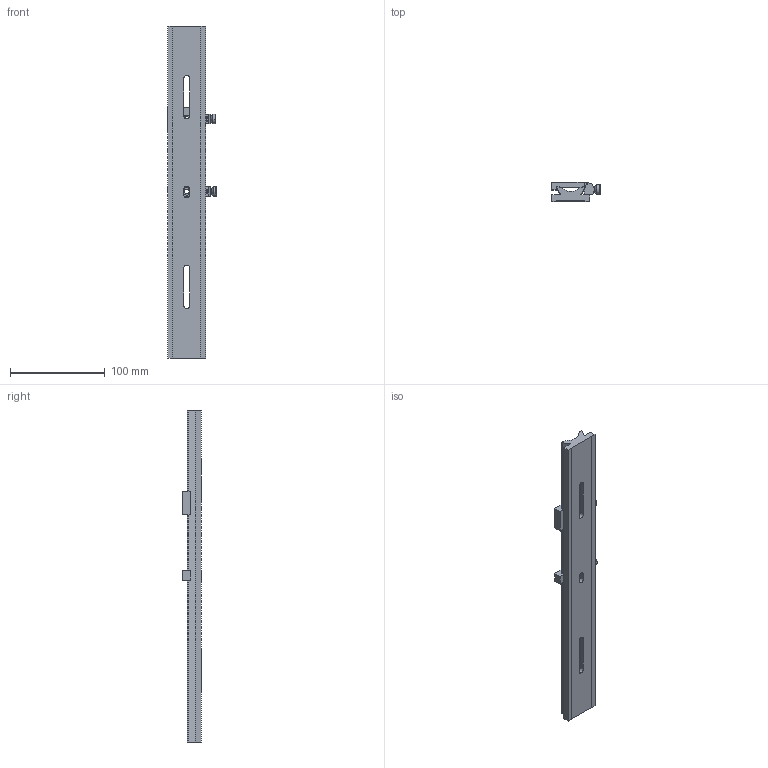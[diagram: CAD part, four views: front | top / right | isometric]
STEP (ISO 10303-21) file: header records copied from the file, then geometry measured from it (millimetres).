
FILE_DESCRIPTION (( 'STEP AP203' ), '1' );
FILE_NAME ('4.2.1.10_H40G-350_40mm滑轨，长度350mm，附带两个H40Z滑轨安装座.STEP', '2023-07-26T08:00:00', ( '' ), ( '' ), 'SwSTEP 2.0', 'SolidWorks 2021', '' );
FILE_SCHEMA (( 'CONFIG_CONTROL_DESIGN' ));
Length unit declared in the file: millimetre
Products named in the file (1): 4.2.1.10_H40G-350_40mm滑轨，长度350mm，附带两个H40Z滑轨安装座
Bounding box: 51.03 x 20 x 350 mm (x, y, z)
Volume: 137251.8 mm3; surface area: 52905.1 mm2
Topology: 8 solids, 8 shells, 221 faces, 558 edges, 360 vertices
Faces by surface type: plane 110, cylinder 83, cone 20, torus 8
Entity records: 7045 total; most frequent: CARTESIAN_POINT 1466, DIRECTION 1164, ORIENTED_EDGE 1116, EDGE_CURVE 558, AXIS2_PLACEMENT_3D 402, LINE 360, VERTEX_POINT 360, VECTOR 360
